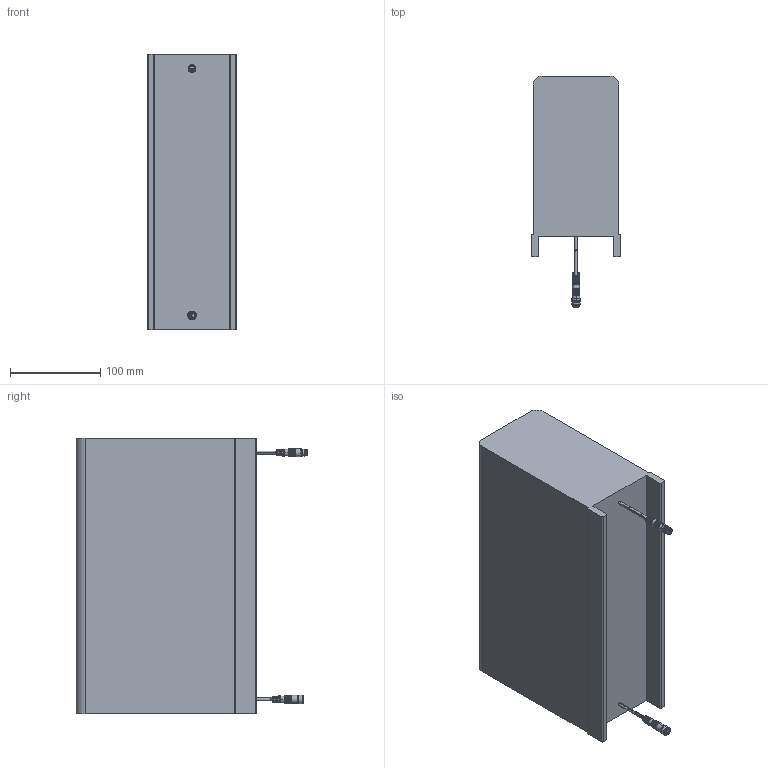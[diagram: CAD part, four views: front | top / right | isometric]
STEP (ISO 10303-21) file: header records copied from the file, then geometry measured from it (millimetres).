
FILE_DESCRIPTION (( 'STEP AP203' ), '1' );
FILE_NAME ('1701-4780_Default.step', '2022-02-03T14:50:42', ( 'Windows User' ), ( '' ), 'SwSTEP 2.0', 'SolidWorks 2021', '' );
FILE_SCHEMA (( 'CONFIG_CONTROL_DESIGN' ));
Length unit declared in the file: inch
Products named in the file (1): 1701-4780_Default
Bounding box: 98.25 x 256.45 x 304.8 mm (x, y, z)
Volume: 5220429.4 mm3; surface area: 232965.6 mm2
Topology: 24 solids, 24 shells, 447 faces, 1081 edges, 676 vertices
Faces by surface type: plane 175, cylinder 154, cone 92, bspline 26
Entity records: 13909 total; most frequent: CARTESIAN_POINT 3400, DIRECTION 2284, ORIENTED_EDGE 2138, EDGE_CURVE 1069, AXIS2_PLACEMENT_3D 921, VERTEX_POINT 676, EDGE_LOOP 503, CIRCLE 499
